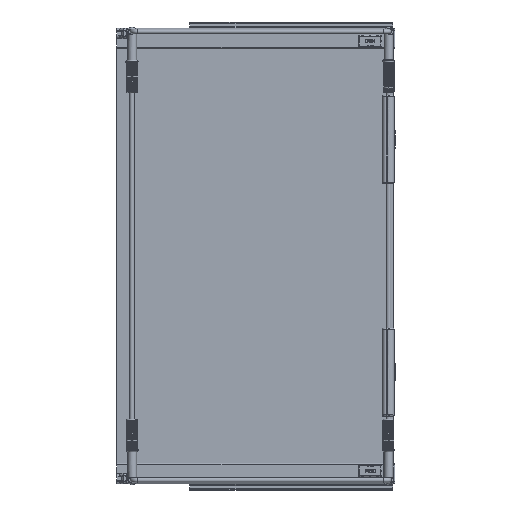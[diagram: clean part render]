
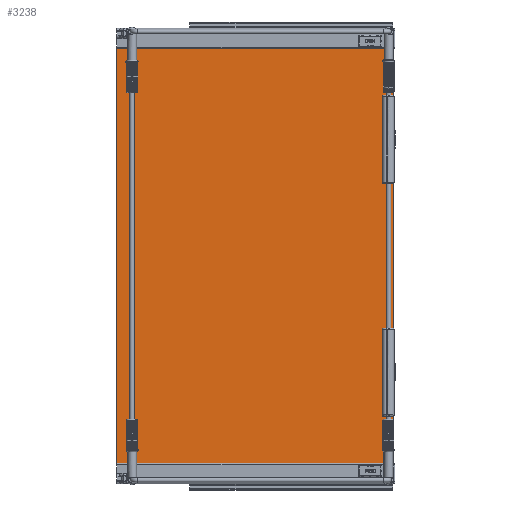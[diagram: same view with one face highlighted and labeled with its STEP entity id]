
A CAD part, top view. The second image highlights one B-rep face of the part: STEP entity #3238.
In plain terms, the highlighted face is planar.
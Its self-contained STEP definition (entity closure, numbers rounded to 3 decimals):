
#3118=CARTESIAN_POINT('',(107.5,-236.75,0.0));
#3119=VERTEX_POINT('',#3118);
#3126=CARTESIAN_POINT('',(107.5,236.75,0.0));
#3127=VERTEX_POINT('',#3126);
#3128=CARTESIAN_POINT('',(107.5,-236.75,0.0));
#3129=DIRECTION('',(0.0,1.0,0.0));
#3130=VECTOR('',#3129,473.5);
#3131=LINE('',#3128,#3130);
#3132=EDGE_CURVE('',#3119,#3127,#3131,.T.);
#3156=CARTESIAN_POINT('',(-602.5,-236.75,0.0));
#3157=VERTEX_POINT('',#3156);
#3164=CARTESIAN_POINT('',(-602.5,-236.75,0.0));
#3165=DIRECTION('',(1.0,0.0,0.0));
#3166=VECTOR('',#3165,710.);
#3167=LINE('',#3164,#3166);
#3168=EDGE_CURVE('',#3157,#3119,#3167,.T.);
#3187=CARTESIAN_POINT('',(-602.5,236.75,0.0));
#3188=VERTEX_POINT('',#3187);
#3195=CARTESIAN_POINT('',(-602.5,236.75,0.0));
#3196=DIRECTION('',(0.0,-1.0,0.0));
#3197=VECTOR('',#3196,473.5);
#3198=LINE('',#3195,#3197);
#3199=EDGE_CURVE('',#3188,#3157,#3198,.T.);
#3217=CARTESIAN_POINT('',(107.5,236.75,0.0));
#3218=DIRECTION('',(-1.0,0.0,0.0));
#3219=VECTOR('',#3218,710.);
#3220=LINE('',#3217,#3219);
#3221=EDGE_CURVE('',#3127,#3188,#3220,.T.);
#3227=CARTESIAN_POINT('',(-247.5,0.,0.0));
#3228=DIRECTION('',(0.0,0.0,-1.0));
#3229=DIRECTION('',(-1.0,0.0,0.0));
#3230=AXIS2_PLACEMENT_3D('',#3227,#3228,#3229);
#3231=PLANE('',#3230);
#3232=ORIENTED_EDGE('',*,*,#3221,.F.);
#3233=ORIENTED_EDGE('',*,*,#3132,.F.);
#3234=ORIENTED_EDGE('',*,*,#3168,.F.);
#3235=ORIENTED_EDGE('',*,*,#3199,.F.);
#3236=EDGE_LOOP('',(#3232,#3233,#3234,#3235));
#3237=FACE_OUTER_BOUND('',#3236,.T.);
#3238=ADVANCED_FACE('',(#3237),#3231,.T.);
